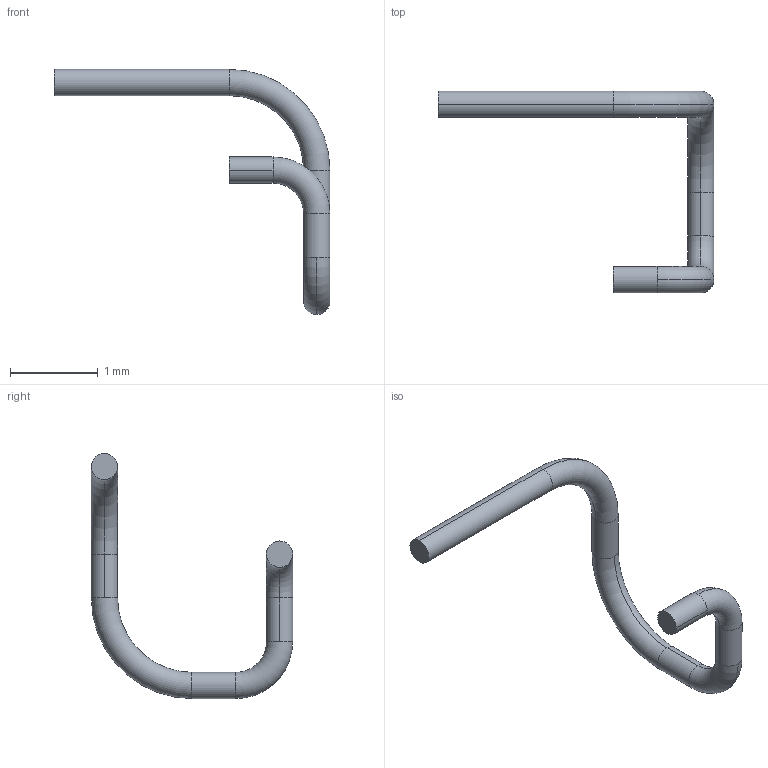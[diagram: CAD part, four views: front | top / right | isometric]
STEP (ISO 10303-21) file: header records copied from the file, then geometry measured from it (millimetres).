
FILE_DESCRIPTION (( 'STEP AP214' ), '1' );
FILE_NAME ('嬋偘僨乕僞俀.STEP', '2019-08-13T08:52:11', ( '' ), ( '' ), 'SwSTEP 2.0', 'SolidWorks 2016', '' );
FILE_SCHEMA (( 'AUTOMOTIVE_DESIGN' ));
Length unit declared in the file: millimetre
Products named in the file (1): 曲げデータ２
Bounding box: 3.15 x 2.3 x 2.8 mm (x, y, z)
Volume: 0.6 mm3; surface area: 8.4 mm2
Topology: 1 solids, 1 shells, 20 faces, 44 edges, 26 vertices
Faces by surface type: cylinder 10, torus 8, plane 2
Entity records: 596 total; most frequent: DIRECTION 120, CARTESIAN_POINT 91, ORIENTED_EDGE 88, AXIS2_PLACEMENT_3D 55, EDGE_CURVE 44, CIRCLE 34, VERTEX_POINT 26, FACE_OUTER_BOUND 20
